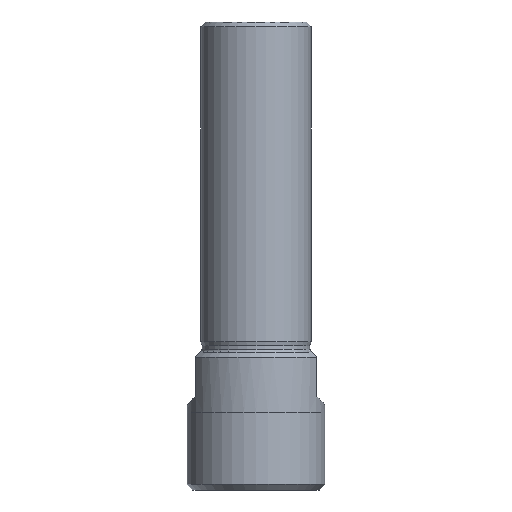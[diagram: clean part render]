
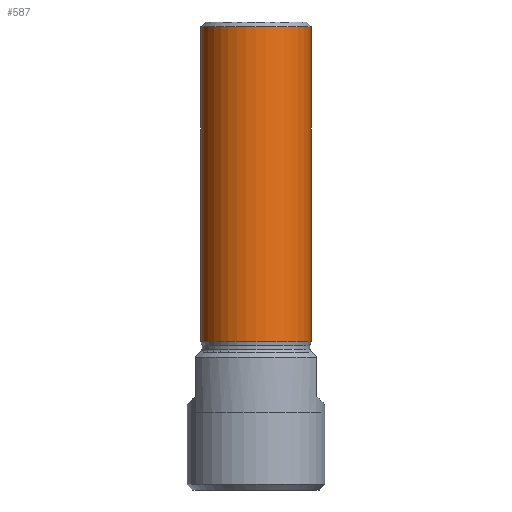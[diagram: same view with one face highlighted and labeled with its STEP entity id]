
A CAD part, front view. The second image highlights one B-rep face of the part: STEP entity #587.
In plain terms, the highlighted cylindrical face has radius 10 mm (diameter 20 mm), a full revolution.
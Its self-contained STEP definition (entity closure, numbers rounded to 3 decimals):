
#72=CYLINDRICAL_SURFACE('',#639,10.);
#112=ORIENTED_EDGE('',*,*,#199,.T.);
#113=ORIENTED_EDGE('',*,*,#198,.T.);
#198=EDGE_CURVE('',#243,#243,#270,.T.);
#199=EDGE_CURVE('',#244,#244,#271,.T.);
#243=VERTEX_POINT('',#857);
#244=VERTEX_POINT('',#860);
#270=CIRCLE('',#638,10.);
#271=CIRCLE('',#640,10.);
#297=EDGE_LOOP('',(#112));
#298=EDGE_LOOP('',(#113));
#343=FACE_BOUND('',#297,.T.);
#344=FACE_BOUND('',#298,.T.);
#587=ADVANCED_FACE('',(#343,#344),#72,.T.);
#638=AXIS2_PLACEMENT_3D('',#856,#730,#731);
#639=AXIS2_PLACEMENT_3D('',#858,#732,#733);
#640=AXIS2_PLACEMENT_3D('',#859,#734,#735);
#730=DIRECTION('',(0.,0.,1.));
#731=DIRECTION('',(1.,0.,0.));
#732=DIRECTION('',(0.,0.,1.));
#733=DIRECTION('',(1.,0.,0.));
#734=DIRECTION('',(0.,0.,-1.));
#735=DIRECTION('',(-1.,0.,0.));
#856=CARTESIAN_POINT('',(0.,0.,38.44));
#857=CARTESIAN_POINT('',(10.,0.,38.44));
#858=CARTESIAN_POINT('',(0.,0.,60.));
#859=CARTESIAN_POINT('',(0.,0.,95.65));
#860=CARTESIAN_POINT('',(-10.,0.,95.65));
